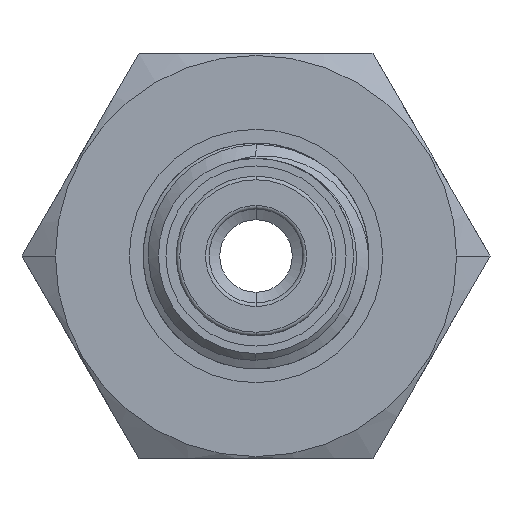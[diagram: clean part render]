
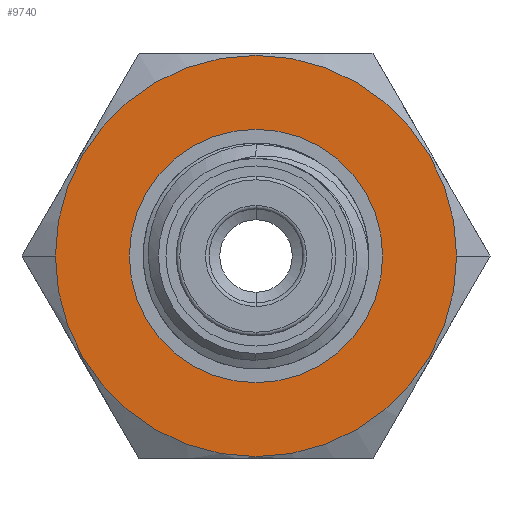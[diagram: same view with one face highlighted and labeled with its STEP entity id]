
A CAD part, left-side view. The second image highlights one B-rep face of the part: STEP entity #9740.
In plain terms, the highlighted face is planar.
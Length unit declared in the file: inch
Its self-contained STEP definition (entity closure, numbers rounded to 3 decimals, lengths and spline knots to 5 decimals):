
#1307 = EDGE_LOOP ( 'NONE', ( #2105, #9953 ) ) ;
#1362 = CIRCLE ( 'NONE', #13083, 0.281 ) ;
#1829 = VERTEX_POINT ( 'NONE', #13721 ) ;
#2077 = VERTEX_POINT ( 'NONE', #15356 ) ;
#2105 = ORIENTED_EDGE ( 'NONE', *, *, #13336, .F. ) ;
#3033 = DIRECTION ( 'NONE',  ( 0., 0., 1. ) ) ;
#3836 = AXIS2_PLACEMENT_3D ( 'NONE', #5447, #10480, #3033 ) ;
#4139 = EDGE_CURVE ( 'NONE', #5579, #1829, #4222, .T. ) ;
#4222 = CIRCLE ( 'NONE', #9850, 0.495 ) ;
#4708 = DIRECTION ( 'NONE',  ( 0., -1., 0. ) ) ;
#5339 = ORIENTED_EDGE ( 'NONE', *, *, #4139, .F. ) ;
#5444 = CARTESIAN_POINT ( 'NONE',  ( 0., 0., 0. ) ) ;
#5447 = CARTESIAN_POINT ( 'NONE',  ( 0., 0., 0. ) ) ;
#5579 = VERTEX_POINT ( 'NONE', #5620 ) ;
#5602 = CARTESIAN_POINT ( 'NONE',  ( 0., 0., 0. ) ) ;
#5620 = CARTESIAN_POINT ( 'NONE',  ( 0., 0., 0.495 ) ) ;
#5767 = EDGE_CURVE ( 'NONE', #1829, #5579, #10878, .T. ) ;
#6045 = AXIS2_PLACEMENT_3D ( 'NONE', #15146, #6541, #11332 ) ;
#6523 = EDGE_CURVE ( 'NONE', #2077, #15765, #1362, .T. ) ;
#6541 = DIRECTION ( 'NONE',  ( 0., 1., 0. ) ) ;
#8496 = CARTESIAN_POINT ( 'NONE',  ( 0., 0., 0. ) ) ;
#9091 = FACE_OUTER_BOUND ( 'NONE', #10457, .T. ) ;
#9253 = CIRCLE ( 'NONE', #13135, 0.281 ) ;
#9740 = ADVANCED_FACE ( 'NONE', ( #9091, #10257 ), #11072, .F. ) ;
#9850 = AXIS2_PLACEMENT_3D ( 'NONE', #5444, #15203, #10264 ) ;
#9953 = ORIENTED_EDGE ( 'NONE', *, *, #6523, .F. ) ;
#10257 = FACE_BOUND ( 'NONE', #1307, .T. ) ;
#10264 = DIRECTION ( 'NONE',  ( 0., 0., 1. ) ) ;
#10457 = EDGE_LOOP ( 'NONE', ( #5339, #13869 ) ) ;
#10480 = DIRECTION ( 'NONE',  ( 0., 1., 0. ) ) ;
#10878 = CIRCLE ( 'NONE', #3836, 0.495 ) ;
#10884 = DIRECTION ( 'NONE',  ( 1., 0., 0. ) ) ;
#11072 = PLANE ( 'NONE',  #6045 ) ;
#11332 = DIRECTION ( 'NONE',  ( 0., 0., 1. ) ) ;
#12486 = CARTESIAN_POINT ( 'NONE',  ( 0.281, 0., 0. ) ) ;
#13083 = AXIS2_PLACEMENT_3D ( 'NONE', #8496, #4708, #10884 ) ;
#13135 = AXIS2_PLACEMENT_3D ( 'NONE', #5602, #15554, #15662 ) ;
#13336 = EDGE_CURVE ( 'NONE', #15765, #2077, #9253, .T. ) ;
#13721 = CARTESIAN_POINT ( 'NONE',  ( 0., 0., -0.495 ) ) ;
#13869 = ORIENTED_EDGE ( 'NONE', *, *, #5767, .F. ) ;
#15146 = CARTESIAN_POINT ( 'NONE',  ( 0., 0., 0. ) ) ;
#15203 = DIRECTION ( 'NONE',  ( 0., 1., 0. ) ) ;
#15356 = CARTESIAN_POINT ( 'NONE',  ( -0.281, 0., 0. ) ) ;
#15554 = DIRECTION ( 'NONE',  ( 0., -1., 0. ) ) ;
#15662 = DIRECTION ( 'NONE',  ( 1., 0., 0. ) ) ;
#15765 = VERTEX_POINT ( 'NONE', #12486 ) ;
